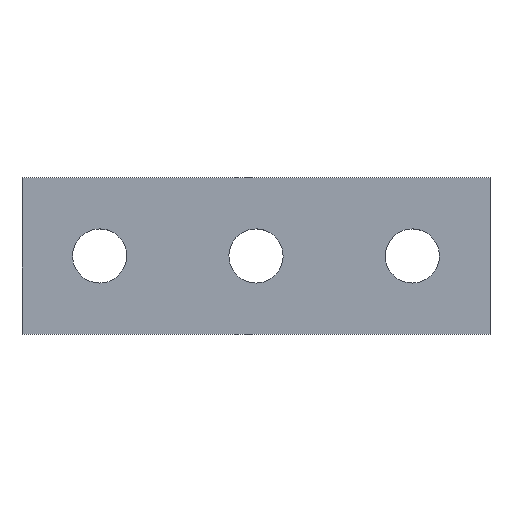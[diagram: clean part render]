
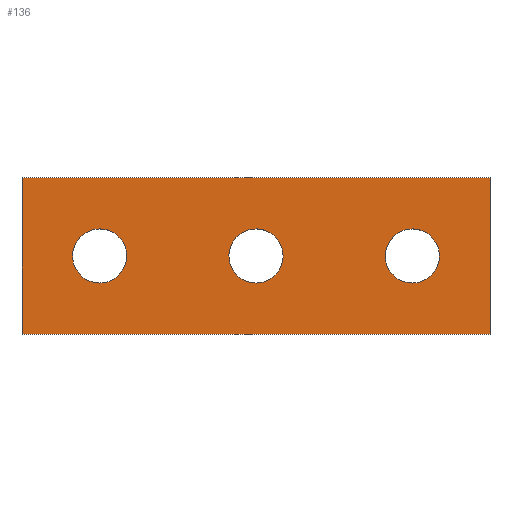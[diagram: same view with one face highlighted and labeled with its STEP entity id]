
A CAD part, top view. The second image highlights one B-rep face of the part: STEP entity #136.
In plain terms, the highlighted planar face has unit normal (0, 0, 1).
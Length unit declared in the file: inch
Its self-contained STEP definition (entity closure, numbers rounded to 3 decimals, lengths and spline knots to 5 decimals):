
#136=ADVANCED_FACE('',(#246,#247,#248,#249),#250,.T.);
#246=FACE_BOUND('',#506,.T.);
#247=FACE_BOUND('',#507,.T.);
#248=FACE_BOUND('',#508,.T.);
#249=FACE_OUTER_BOUND('',#509,.T.);
#250=PLANE('',#510);
#506=EDGE_LOOP('',(#646,#647,#648,#649));
#507=EDGE_LOOP('',(#650,#651,#652,#653));
#508=EDGE_LOOP('',(#654,#655,#656,#657));
#509=EDGE_LOOP('',(#658,#659,#660,#661));
#510=AXIS2_PLACEMENT_3D('',#662,#663,#664);
#646=ORIENTED_EDGE('',*,*,#718,.F.);
#647=ORIENTED_EDGE('',*,*,#675,.F.);
#648=ORIENTED_EDGE('',*,*,#726,.F.);
#649=ORIENTED_EDGE('',*,*,#701,.F.);
#650=ORIENTED_EDGE('',*,*,#706,.F.);
#651=ORIENTED_EDGE('',*,*,#730,.F.);
#652=ORIENTED_EDGE('',*,*,#710,.F.);
#653=ORIENTED_EDGE('',*,*,#716,.F.);
#654=ORIENTED_EDGE('',*,*,#680,.F.);
#655=ORIENTED_EDGE('',*,*,#720,.F.);
#656=ORIENTED_EDGE('',*,*,#723,.F.);
#657=ORIENTED_EDGE('',*,*,#728,.F.);
#658=ORIENTED_EDGE('',*,*,#685,.F.);
#659=ORIENTED_EDGE('',*,*,#714,.F.);
#660=ORIENTED_EDGE('',*,*,#671,.F.);
#661=ORIENTED_EDGE('',*,*,#666,.F.);
#662=CARTESIAN_POINT('',(1.21845,0.4069,0.125));
#663=DIRECTION('',(0.0,0.0,1.0));
#664=DIRECTION('',(1.0,0.0,0.0));
#666=EDGE_CURVE('',#733,#734,#735,.T.);
#671=EDGE_CURVE('',#734,#742,#743,.T.);
#675=EDGE_CURVE('',#748,#749,#750,.T.);
#680=EDGE_CURVE('',#757,#758,#759,.T.);
#685=EDGE_CURVE('',#766,#733,#767,.T.);
#701=EDGE_CURVE('',#792,#793,#794,.T.);
#706=EDGE_CURVE('',#799,#800,#801,.T.);
#710=EDGE_CURVE('',#805,#806,#807,.T.);
#714=EDGE_CURVE('',#742,#766,#811,.T.);
#716=EDGE_CURVE('',#800,#805,#813,.T.);
#718=EDGE_CURVE('',#749,#792,#815,.T.);
#720=EDGE_CURVE('',#817,#757,#818,.T.);
#723=EDGE_CURVE('',#821,#817,#822,.T.);
#726=EDGE_CURVE('',#793,#748,#825,.T.);
#728=EDGE_CURVE('',#758,#821,#827,.T.);
#730=EDGE_CURVE('',#806,#799,#829,.T.);
#733=VERTEX_POINT('',#832);
#734=VERTEX_POINT('',#833);
#735=LINE('',#834,#835);
#742=VERTEX_POINT('',#845);
#743=LINE('',#846,#847);
#748=VERTEX_POINT('',#854);
#749=VERTEX_POINT('',#855);
#750=B_SPLINE_CURVE_WITH_KNOTS('',3,(#856,#857,#858,#859),.UNSPECIFIED.,.F.,.F.,(4,4),(0.0,1.0),.UNSPECIFIED.);
#757=VERTEX_POINT('',#871);
#758=VERTEX_POINT('',#872);
#759=B_SPLINE_CURVE_WITH_KNOTS('',3,(#873,#874,#875,#876),.UNSPECIFIED.,.F.,.F.,(4,4),(0.0,1.0),.UNSPECIFIED.);
#766=VERTEX_POINT('',#888);
#767=LINE('',#889,#890);
#792=VERTEX_POINT('',#948);
#793=VERTEX_POINT('',#949);
#794=B_SPLINE_CURVE_WITH_KNOTS('',3,(#950,#951,#952,#953),.UNSPECIFIED.,.F.,.F.,(4,4),(0.0,1.0),.UNSPECIFIED.);
#799=VERTEX_POINT('',#960);
#800=VERTEX_POINT('',#961);
#801=B_SPLINE_CURVE_WITH_KNOTS('',3,(#962,#963,#964,#965),.UNSPECIFIED.,.F.,.F.,(4,4),(0.0,1.0),.UNSPECIFIED.);
#805=VERTEX_POINT('',#971);
#806=VERTEX_POINT('',#972);
#807=B_SPLINE_CURVE_WITH_KNOTS('',3,(#973,#974,#975,#976),.UNSPECIFIED.,.F.,.F.,(4,4),(0.0,1.0),.UNSPECIFIED.);
#811=LINE('',#982,#983);
#813=B_SPLINE_CURVE_WITH_KNOTS('',3,(#985,#986,#987,#988),.UNSPECIFIED.,.F.,.F.,(4,4),(0.0,1.0),.UNSPECIFIED.);
#815=B_SPLINE_CURVE_WITH_KNOTS('',3,(#990,#991,#992,#993),.UNSPECIFIED.,.F.,.F.,(4,4),(0.0,1.0),.UNSPECIFIED.);
#817=VERTEX_POINT('',#995);
#818=B_SPLINE_CURVE_WITH_KNOTS('',3,(#996,#997,#998,#999),.UNSPECIFIED.,.F.,.F.,(4,4),(0.0,1.0),.UNSPECIFIED.);
#821=VERTEX_POINT('',#1003);
#822=B_SPLINE_CURVE_WITH_KNOTS('',3,(#1004,#1005,#1006,#1007),.UNSPECIFIED.,.F.,.F.,(4,4),(0.0,1.0),.UNSPECIFIED.);
#825=B_SPLINE_CURVE_WITH_KNOTS('',3,(#1011,#1012,#1013,#1014),.UNSPECIFIED.,.F.,.F.,(4,4),(0.0,1.0),.UNSPECIFIED.);
#827=B_SPLINE_CURVE_WITH_KNOTS('',3,(#1016,#1017,#1018,#1019),.UNSPECIFIED.,.F.,.F.,(4,4),(0.0,1.0),.UNSPECIFIED.);
#829=B_SPLINE_CURVE_WITH_KNOTS('',3,(#1021,#1022,#1023,#1024),.UNSPECIFIED.,.F.,.F.,(4,4),(0.0,1.0),.UNSPECIFIED.);
#832=CARTESIAN_POINT('',(0.0,0.0,0.125));
#833=CARTESIAN_POINT('',(0.0,0.8138,0.125));
#834=CARTESIAN_POINT('',(0.0,0.8138,0.125));
#835=VECTOR('',#1026,1.0);
#845=CARTESIAN_POINT('',(2.43691,0.8138,0.125));
#846=CARTESIAN_POINT('',(2.43691,0.8138,0.125));
#847=VECTOR('',#1030,1.0);
#854=CARTESIAN_POINT('',(2.03227,0.26606,0.125));
#855=CARTESIAN_POINT('',(2.17312,0.4069,0.125));
#856=CARTESIAN_POINT('',(2.03227,0.26606,0.125));
#857=CARTESIAN_POINT('',(2.11005,0.26606,0.125));
#858=CARTESIAN_POINT('',(2.17312,0.32912,0.125));
#859=CARTESIAN_POINT('',(2.17312,0.4069,0.125));
#871=CARTESIAN_POINT('',(1.3593,0.4069,0.125));
#872=CARTESIAN_POINT('',(1.21846,0.54775,0.125));
#873=CARTESIAN_POINT('',(1.3593,0.4069,0.125));
#874=CARTESIAN_POINT('',(1.3593,0.48469,0.125));
#875=CARTESIAN_POINT('',(1.29624,0.54775,0.125));
#876=CARTESIAN_POINT('',(1.21846,0.54775,0.125));
#888=CARTESIAN_POINT('',(2.43691,0.0,0.125));
#889=CARTESIAN_POINT('',(0.0,0.0,0.125));
#890=VECTOR('',#1037,1.0);
#948=CARTESIAN_POINT('',(2.03227,0.54775,0.125));
#949=CARTESIAN_POINT('',(1.8914,0.4069,0.125));
#950=CARTESIAN_POINT('',(2.03227,0.54775,0.125));
#951=CARTESIAN_POINT('',(1.95447,0.54775,0.125));
#952=CARTESIAN_POINT('',(1.8914,0.48469,0.125));
#953=CARTESIAN_POINT('',(1.8914,0.4069,0.125));
#960=CARTESIAN_POINT('',(0.54551,0.4069,0.125));
#961=CARTESIAN_POINT('',(0.40466,0.54775,0.125));
#962=CARTESIAN_POINT('',(0.54551,0.4069,0.125));
#963=CARTESIAN_POINT('',(0.54551,0.48469,0.125));
#964=CARTESIAN_POINT('',(0.48245,0.54775,0.125));
#965=CARTESIAN_POINT('',(0.40466,0.54775,0.125));
#971=CARTESIAN_POINT('',(0.26381,0.4069,0.125));
#972=CARTESIAN_POINT('',(0.40466,0.26606,0.125));
#973=CARTESIAN_POINT('',(0.26381,0.4069,0.125));
#974=CARTESIAN_POINT('',(0.26381,0.32912,0.125));
#975=CARTESIAN_POINT('',(0.32687,0.26606,0.125));
#976=CARTESIAN_POINT('',(0.40466,0.26606,0.125));
#982=CARTESIAN_POINT('',(2.43691,0.0,0.125));
#983=VECTOR('',#1047,1.0);
#985=CARTESIAN_POINT('',(0.40466,0.54775,0.125));
#986=CARTESIAN_POINT('',(0.32687,0.54775,0.125));
#987=CARTESIAN_POINT('',(0.26381,0.48469,0.125));
#988=CARTESIAN_POINT('',(0.26381,0.4069,0.125));
#990=CARTESIAN_POINT('',(2.17312,0.4069,0.125));
#991=CARTESIAN_POINT('',(2.17312,0.48469,0.125));
#992=CARTESIAN_POINT('',(2.11005,0.54775,0.125));
#993=CARTESIAN_POINT('',(2.03227,0.54775,0.125));
#995=CARTESIAN_POINT('',(1.21846,0.26606,0.125));
#996=CARTESIAN_POINT('',(1.21846,0.26606,0.125));
#997=CARTESIAN_POINT('',(1.29624,0.26606,0.125));
#998=CARTESIAN_POINT('',(1.3593,0.32912,0.125));
#999=CARTESIAN_POINT('',(1.3593,0.4069,0.125));
#1003=CARTESIAN_POINT('',(1.07762,0.4069,0.125));
#1004=CARTESIAN_POINT('',(1.07762,0.4069,0.125));
#1005=CARTESIAN_POINT('',(1.07762,0.32912,0.125));
#1006=CARTESIAN_POINT('',(1.14066,0.26606,0.125));
#1007=CARTESIAN_POINT('',(1.21846,0.26606,0.125));
#1011=CARTESIAN_POINT('',(1.8914,0.4069,0.125));
#1012=CARTESIAN_POINT('',(1.8914,0.32912,0.125));
#1013=CARTESIAN_POINT('',(1.95447,0.26606,0.125));
#1014=CARTESIAN_POINT('',(2.03227,0.26606,0.125));
#1016=CARTESIAN_POINT('',(1.21846,0.54775,0.125));
#1017=CARTESIAN_POINT('',(1.14066,0.54775,0.125));
#1018=CARTESIAN_POINT('',(1.07762,0.48469,0.125));
#1019=CARTESIAN_POINT('',(1.07762,0.4069,0.125));
#1021=CARTESIAN_POINT('',(0.40466,0.26606,0.125));
#1022=CARTESIAN_POINT('',(0.48245,0.26606,0.125));
#1023=CARTESIAN_POINT('',(0.54551,0.32912,0.125));
#1024=CARTESIAN_POINT('',(0.54551,0.4069,0.125));
#1026=DIRECTION('',(0.0,1.0,0.0));
#1030=DIRECTION('',(1.0,0.0,0.0));
#1037=DIRECTION('',(-1.0,-0.0,-0.0));
#1047=DIRECTION('',(-0.0,-1.0,-0.0));
